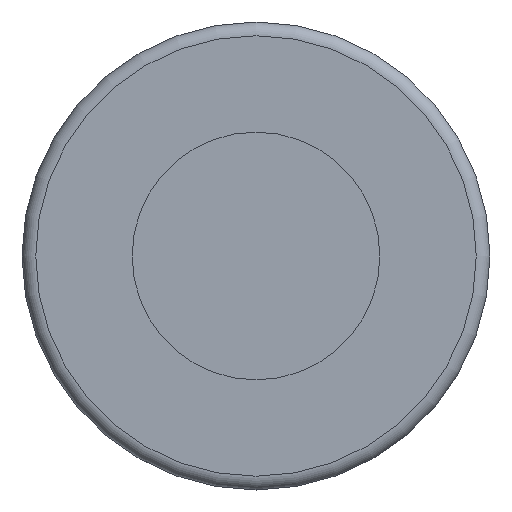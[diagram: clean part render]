
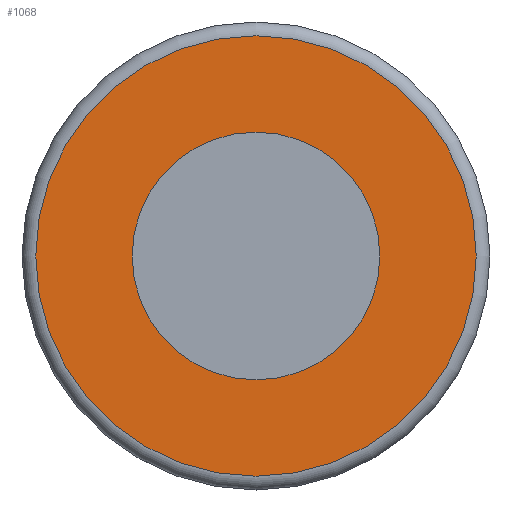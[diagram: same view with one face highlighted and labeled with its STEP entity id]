
A CAD part, front view. The second image highlights one B-rep face of the part: STEP entity #1068.
In plain terms, the highlighted planar face has unit normal (0, -1, 0).
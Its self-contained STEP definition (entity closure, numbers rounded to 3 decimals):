
#21=FACE_BOUND($,#247,.T.);
#183=FACE_OUTER_BOUND($,#246,.T.);
#246=EDGE_LOOP($,(#747));
#247=EDGE_LOOP($,(#748));
#311=CIRCLE($,#1134,1.6);
#364=CIRCLE($,#1190,0.85);
#421=VERTEX_POINT($,#1697);
#474=VERTEX_POINT($,#1837);
#530=EDGE_CURVE($,#421,#421,#311,.T.);
#585=EDGE_CURVE($,#474,#474,#364,.T.);
#747=ORIENTED_EDGE($,*,*,#530,.F.);
#748=ORIENTED_EDGE($,*,*,#585,.F.);
#998=PLANE($,#1189);
#1068=ADVANCED_FACE($,(#183,#21),#998,.F.);
#1134=AXIS2_PLACEMENT_3D($,#1698,#1315,#1316);
#1189=AXIS2_PLACEMENT_3D($,#1836,#1426,#1427);
#1190=AXIS2_PLACEMENT_3D($,#1838,#1428,#1429);
#1315=DIRECTION('center_axis',(0.,1.,0.));
#1316=DIRECTION('ref_axis',(0.,0.,-1.));
#1426=DIRECTION('center_axis',(0.,1.,0.));
#1427=DIRECTION('ref_axis',(0.,0.,1.));
#1428=DIRECTION('center_axis',(0.,-1.,0.));
#1429=DIRECTION('ref_axis',(0.,0.,1.));
#1697=CARTESIAN_POINT('',(15.802,-4.55,-1.3));
#1698=CARTESIAN_POINT('Origin',(14.202,-4.55,-1.3));
#1836=CARTESIAN_POINT('Origin',(14.202,-4.55,0.267));
#1837=CARTESIAN_POINT('',(13.352,-4.55,-1.3));
#1838=CARTESIAN_POINT('Origin',(14.202,-4.55,-1.3));
